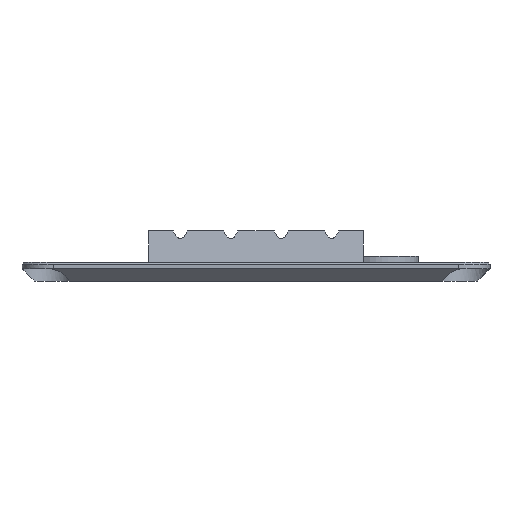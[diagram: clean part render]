
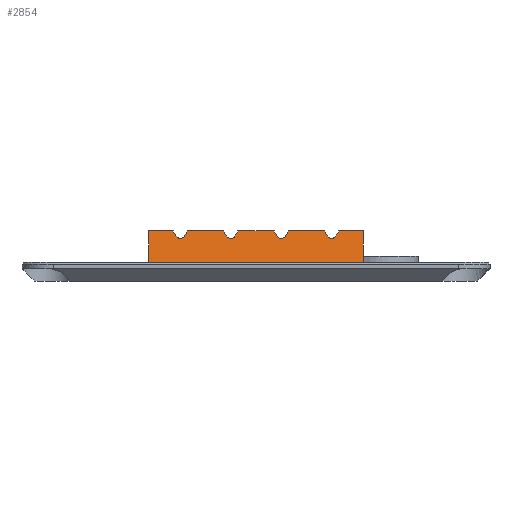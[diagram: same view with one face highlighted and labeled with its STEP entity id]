
A CAD part, front view. The second image highlights one B-rep face of the part: STEP entity #2854.
In plain terms, the highlighted planar face has unit normal (0, -0.981, 0.196).
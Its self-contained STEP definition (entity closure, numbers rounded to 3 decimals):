
#35=ELLIPSE('',#3030,14.022,2.75);
#36=ELLIPSE('',#3031,14.022,2.75);
#37=ELLIPSE('',#3032,14.022,2.75);
#38=ELLIPSE('',#3033,14.022,2.75);
#98=PLANE('',#3029);
#227=FACE_OUTER_BOUND('',#385,.T.);
#385=EDGE_LOOP('',(#2009,#2010,#2011,#2012,#2013,#2014,#2015,#2016,#2017,
#2018,#2019,#2020));
#586=LINE('',#4067,#923);
#587=LINE('',#4069,#924);
#588=LINE('',#4071,#925);
#589=LINE('',#4073,#926);
#590=LINE('',#4075,#927);
#591=LINE('',#4079,#928);
#592=LINE('',#4083,#929);
#593=LINE('',#4086,#930);
#923=VECTOR('',#3273,10.);
#924=VECTOR('',#3274,10.);
#925=VECTOR('',#3275,10.);
#926=VECTOR('',#3276,10.);
#927=VECTOR('',#3277,10.);
#928=VECTOR('',#3280,10.);
#929=VECTOR('',#3283,10.);
#930=VECTOR('',#3286,10.);
#1318=VERTEX_POINT('',#4063);
#1319=VERTEX_POINT('',#4064);
#1320=VERTEX_POINT('',#4066);
#1321=VERTEX_POINT('',#4068);
#1322=VERTEX_POINT('',#4070);
#1323=VERTEX_POINT('',#4072);
#1324=VERTEX_POINT('',#4074);
#1325=VERTEX_POINT('',#4076);
#1326=VERTEX_POINT('',#4078);
#1327=VERTEX_POINT('',#4080);
#1328=VERTEX_POINT('',#4082);
#1329=VERTEX_POINT('',#4084);
#1588=EDGE_CURVE('',#1318,#1319,#35,.T.);
#1589=EDGE_CURVE('',#1319,#1320,#586,.T.);
#1590=EDGE_CURVE('',#1320,#1321,#587,.T.);
#1591=EDGE_CURVE('',#1322,#1321,#588,.T.);
#1592=EDGE_CURVE('',#1322,#1323,#589,.T.);
#1593=EDGE_CURVE('',#1323,#1324,#590,.T.);
#1594=EDGE_CURVE('',#1324,#1325,#36,.T.);
#1595=EDGE_CURVE('',#1325,#1326,#591,.T.);
#1596=EDGE_CURVE('',#1326,#1327,#37,.T.);
#1597=EDGE_CURVE('',#1327,#1328,#592,.T.);
#1598=EDGE_CURVE('',#1328,#1329,#38,.T.);
#1599=EDGE_CURVE('',#1329,#1318,#593,.T.);
#2009=ORIENTED_EDGE('',*,*,#1588,.T.);
#2010=ORIENTED_EDGE('',*,*,#1589,.T.);
#2011=ORIENTED_EDGE('',*,*,#1590,.T.);
#2012=ORIENTED_EDGE('',*,*,#1591,.F.);
#2013=ORIENTED_EDGE('',*,*,#1592,.T.);
#2014=ORIENTED_EDGE('',*,*,#1593,.T.);
#2015=ORIENTED_EDGE('',*,*,#1594,.T.);
#2016=ORIENTED_EDGE('',*,*,#1595,.T.);
#2017=ORIENTED_EDGE('',*,*,#1596,.T.);
#2018=ORIENTED_EDGE('',*,*,#1597,.T.);
#2019=ORIENTED_EDGE('',*,*,#1598,.T.);
#2020=ORIENTED_EDGE('',*,*,#1599,.T.);
#2854=ADVANCED_FACE('',(#227),#98,.T.);
#3029=AXIS2_PLACEMENT_3D('',#4062,#3269,#3270);
#3030=AXIS2_PLACEMENT_3D('',#4065,#3271,#3272);
#3031=AXIS2_PLACEMENT_3D('',#4077,#3278,#3279);
#3032=AXIS2_PLACEMENT_3D('',#4081,#3281,#3282);
#3033=AXIS2_PLACEMENT_3D('',#4085,#3284,#3285);
#3269=DIRECTION('center_axis',(0.,-0.981,
0.196));
#3270=DIRECTION('ref_axis',(0.,-0.196,-0.981));
#3271=DIRECTION('center_axis',(0.,0.981,-0.196));
#3272=DIRECTION('ref_axis',(0.,0.196,0.981));
#3273=DIRECTION('',(-1.,0.,0.));
#3274=DIRECTION('',(0.,-0.196,-0.981));
#3275=DIRECTION('',(-1.,0.,0.));
#3276=DIRECTION('',(0.,0.196,0.981));
#3277=DIRECTION('',(-1.,0.,0.));
#3278=DIRECTION('center_axis',(0.,0.981,-0.196));
#3279=DIRECTION('ref_axis',(0.,0.196,0.981));
#3280=DIRECTION('',(-1.,0.,0.));
#3281=DIRECTION('center_axis',(0.,0.981,-0.196));
#3282=DIRECTION('ref_axis',(0.,0.196,0.981));
#3283=DIRECTION('',(-1.,0.,0.));
#3284=DIRECTION('center_axis',(0.,0.981,-0.196));
#3285=DIRECTION('ref_axis',(0.,0.196,0.981));
#3286=DIRECTION('',(-1.,0.,0.));
#4062=CARTESIAN_POINT('Origin',(11.5,-14.6,5.5));
#4063=CARTESIAN_POINT('',(9.146,-14.1,8.));
#4064=CARTESIAN_POINT('',(6.854,-14.1,8.));
#4065=CARTESIAN_POINT('Origin',(8.,-11.6,20.5));
#4066=CARTESIAN_POINT('',(3.,-14.1,8.));
#4067=CARTESIAN_POINT('',(11.5,-14.1,8.));
#4068=CARTESIAN_POINT('',(3.,-15.1,3.));
#4069=CARTESIAN_POINT('',(3.,-14.715,4.923));
#4070=CARTESIAN_POINT('',(37.,-15.1,3.));
#4071=CARTESIAN_POINT('',(11.5,-15.1,3.));
#4072=CARTESIAN_POINT('',(37.,-14.1,8.));
#4073=CARTESIAN_POINT('',(37.,-14.85,4.25));
#4074=CARTESIAN_POINT('',(33.146,-14.1,8.));
#4075=CARTESIAN_POINT('',(11.5,-14.1,8.));
#4076=CARTESIAN_POINT('',(30.854,-14.1,8.));
#4077=CARTESIAN_POINT('Origin',(32.,-11.6,20.5));
#4078=CARTESIAN_POINT('',(25.146,-14.1,8.));
#4079=CARTESIAN_POINT('',(11.5,-14.1,8.));
#4080=CARTESIAN_POINT('',(22.854,-14.1,8.));
#4081=CARTESIAN_POINT('Origin',(24.,-11.6,20.5));
#4082=CARTESIAN_POINT('',(17.146,-14.1,8.));
#4083=CARTESIAN_POINT('',(11.5,-14.1,8.));
#4084=CARTESIAN_POINT('',(14.854,-14.1,8.));
#4085=CARTESIAN_POINT('Origin',(16.,-11.6,20.5));
#4086=CARTESIAN_POINT('',(11.5,-14.1,8.));
